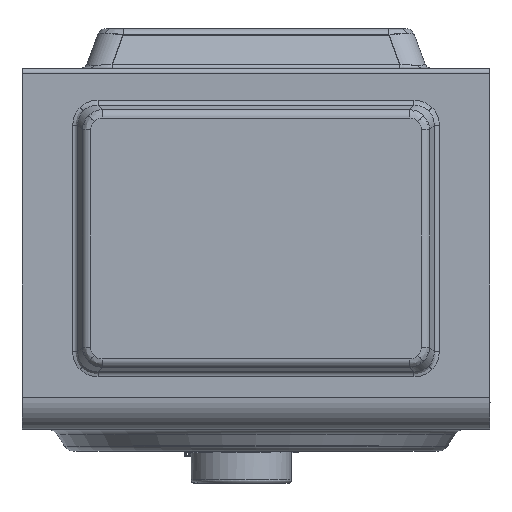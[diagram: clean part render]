
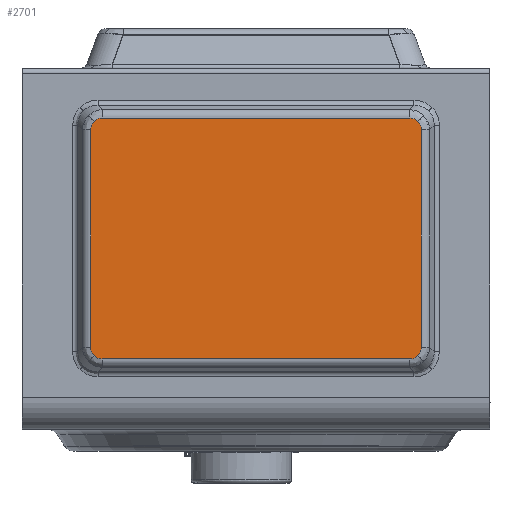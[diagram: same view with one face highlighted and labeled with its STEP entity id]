
A CAD part, left-side view. The second image highlights one B-rep face of the part: STEP entity #2701.
In plain terms, the highlighted planar face has unit normal (-1, 0, 0).
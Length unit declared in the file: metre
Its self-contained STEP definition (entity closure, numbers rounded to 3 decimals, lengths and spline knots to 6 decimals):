
#2701 = ADVANCED_FACE( 'NONE', ( #5395 ), #5396, .T. );
#5395 = FACE_OUTER_BOUND( '', #11443, .T. );
#5396 = PLANE( '', #11444 );
#11443 = EDGE_LOOP( '', ( #18221, #18222, #18223, #18224, #18225, #18226, #18227, #18228, #18229, #18230, #18231, #18232 ) );
#11444 = AXIS2_PLACEMENT_3D( '', #18233, #18234, #18235 );
#18221 = ORIENTED_EDGE( '', *, *, #20111, .T. );
#18222 = ORIENTED_EDGE( '', *, *, #19746, .T. );
#18223 = ORIENTED_EDGE( '', *, *, #20840, .T. );
#18224 = ORIENTED_EDGE( '', *, *, #20220, .T. );
#18225 = ORIENTED_EDGE( '', *, *, #20390, .T. );
#18226 = ORIENTED_EDGE( '', *, *, #20651, .T. );
#18227 = ORIENTED_EDGE( '', *, *, #20634, .T. );
#18228 = ORIENTED_EDGE( '', *, *, #20583, .T. );
#18229 = ORIENTED_EDGE( '', *, *, #21313, .T. );
#18230 = ORIENTED_EDGE( '', *, *, #19202, .T. );
#18231 = ORIENTED_EDGE( '', *, *, #20653, .T. );
#18232 = ORIENTED_EDGE( '', *, *, #19692, .T. );
#18233 = CARTESIAN_POINT( '', ( -0.900264, -0.258324, 0.240393 ) );
#18234 = DIRECTION( '', ( -1., 0., 0. ) );
#18235 = DIRECTION( '', ( 0., 0., 1. ) );
#19202 = EDGE_CURVE( 'NONE', #22243, #22248, #22250, .T. );
#19692 = EDGE_CURVE( 'NONE', #23065, #23069, #23071, .T. );
#19746 = EDGE_CURVE( 'NONE', #23160, #23158, #23161, .T. );
#20111 = EDGE_CURVE( 'NONE', #23069, #23160, #23719, .T. );
#20220 = EDGE_CURVE( 'NONE', #23872, #23870, #23873, .T. );
#20390 = EDGE_CURVE( 'NONE', #23870, #24112, #24114, .T. );
#20583 = EDGE_CURVE( 'NONE', #24383, #24381, #24384, .T. );
#20634 = EDGE_CURVE( 'NONE', #24455, #24383, #24456, .T. );
#20651 = EDGE_CURVE( 'NONE', #24112, #24455, #24476, .T. );
#20653 = EDGE_CURVE( 'NONE', #22248, #23065, #24478, .T. );
#20840 = EDGE_CURVE( 'NONE', #23158, #23872, #24712, .T. );
#21313 = EDGE_CURVE( 'NONE', #24381, #22243, #25276, .T. );
#22243 = VERTEX_POINT( 'NONE', #26769 );
#22248 = VERTEX_POINT( 'NONE', #26775 );
#22250 = LINE( '', #26777, #26778 );
#23065 = VERTEX_POINT( 'NONE', #28549 );
#23069 = VERTEX_POINT( 'NONE', #28575 );
#23071 = ELLIPSE( '', #28577, 0.007873, 0.007 );
#23158 = VERTEX_POINT( 'NONE', #28741 );
#23160 = VERTEX_POINT( 'NONE', #28743 );
#23161 = ELLIPSE( '', #28744, 0.007873, 0.007 );
#23719 = LINE( '', #29962, #29963 );
#23870 = VERTEX_POINT( 'NONE', #30259 );
#23872 = VERTEX_POINT( 'NONE', #30261 );
#23873 = LINE( '', #30262, #30263 );
#24112 = VERTEX_POINT( 'NONE', #30723 );
#24114 = ELLIPSE( '', #30725, 0.007873, 0.007 );
#24381 = VERTEX_POINT( 'NONE', #31346 );
#24383 = VERTEX_POINT( 'NONE', #31348 );
#24384 = ELLIPSE( '', #31349, 0.007873, 0.007 );
#24455 = VERTEX_POINT( 'NONE', #31477 );
#24456 = LINE( '', #31478, #31479 );
#24476 = ELLIPSE( '', #31529, 0.007873, 0.007 );
#24478 = ELLIPSE( '', #31531, 0.007873, 0.007 );
#24712 = ELLIPSE( '', #31940, 0.007873, 0.007 );
#25276 = ELLIPSE( '', #33080, 0.007873, 0.007 );
#26769 = CARTESIAN_POINT( '', ( -0.900264, -0.172771, 0.173262 ) );
#26775 = CARTESIAN_POINT( '', ( -0.900264, -0.343878, 0.173262 ) );
#26777 = CARTESIAN_POINT( '', ( -0.900264, -0.342681, 0.173262 ) );
#26778 = VECTOR( '', #34015, 1. );
#28549 = CARTESIAN_POINT( '', ( -0.900264, -0.348574, 0.175144 ) );
#28575 = CARTESIAN_POINT( '', ( -0.900264, -0.350456, 0.179839 ) );
#28577 = AXIS2_PLACEMENT_3D( '', #34611, #34612, #34613 );
#28741 = CARTESIAN_POINT( '', ( -0.900264, -0.348574, 0.305642 ) );
#28743 = CARTESIAN_POINT( '', ( -0.900264, -0.350456, 0.300946 ) );
#28744 = AXIS2_PLACEMENT_3D( '', #34685, #34686, #34687 );
#29962 = CARTESIAN_POINT( '', ( -0.900264, -0.350456, 0.299749 ) );
#29963 = VECTOR( '', #35158, 1. );
#30259 = CARTESIAN_POINT( '', ( -0.900264, -0.172771, 0.307524 ) );
#30261 = CARTESIAN_POINT( '', ( -0.900264, -0.343878, 0.307524 ) );
#30262 = CARTESIAN_POINT( '', ( -0.900264, -0.173968, 0.307524 ) );
#30263 = VECTOR( '', #35288, 1. );
#30723 = CARTESIAN_POINT( '', ( -0.900264, -0.168075, 0.305642 ) );
#30725 = AXIS2_PLACEMENT_3D( '', #35511, #35512, #35513 );
#31346 = CARTESIAN_POINT( '', ( -0.900264, -0.168075, 0.175144 ) );
#31348 = CARTESIAN_POINT( '', ( -0.900264, -0.166193, 0.179839 ) );
#31349 = AXIS2_PLACEMENT_3D( '', #35761, #35762, #35763 );
#31477 = CARTESIAN_POINT( '', ( -0.900264, -0.166193, 0.300946 ) );
#31478 = CARTESIAN_POINT( '', ( -0.900264, -0.166193, 0.181037 ) );
#31479 = VECTOR( '', #35821, 1. );
#31529 = AXIS2_PLACEMENT_3D( '', #35833, #35834, #35835 );
#31531 = AXIS2_PLACEMENT_3D( '', #35836, #35837, #35838 );
#31940 = AXIS2_PLACEMENT_3D( '', #36046, #36047, #36048 );
#33080 = AXIS2_PLACEMENT_3D( '', #36535, #36536, #36537 );
#34015 = DIRECTION( '', ( 0., -1., 0. ) );
#34611 = CARTESIAN_POINT( '', ( -0.900264, -0.343007, 0.180711 ) );
#34612 = DIRECTION( '', ( -1., 0., 0. ) );
#34613 = DIRECTION( '', ( 0., -0.707, -0.707 ) );
#34685 = CARTESIAN_POINT( '', ( -0.900264, -0.343007, 0.300075 ) );
#34686 = DIRECTION( '', ( -1., 0., 0. ) );
#34687 = DIRECTION( '', ( 0., -0.707, 0.707 ) );
#35158 = DIRECTION( '', ( 0., 0., 1. ) );
#35288 = DIRECTION( '', ( 0., 1., 0. ) );
#35511 = CARTESIAN_POINT( '', ( -0.900264, -0.173642, 0.300075 ) );
#35512 = DIRECTION( '', ( -1., 0., 0. ) );
#35513 = DIRECTION( '', ( 0., 0.707, 0.707 ) );
#35761 = CARTESIAN_POINT( '', ( -0.900264, -0.173642, 0.180711 ) );
#35762 = DIRECTION( '', ( -1., 0., 0. ) );
#35763 = DIRECTION( '', ( 0., -0.707, 0.707 ) );
#35821 = DIRECTION( '', ( 0., 0., -1. ) );
#35833 = CARTESIAN_POINT( '', ( -0.900264, -0.173642, 0.300075 ) );
#35834 = DIRECTION( '', ( -1., 0., 0. ) );
#35835 = DIRECTION( '', ( 0., -0.707, -0.707 ) );
#35836 = CARTESIAN_POINT( '', ( -0.900264, -0.343007, 0.180711 ) );
#35837 = DIRECTION( '', ( -1., 0., 0. ) );
#35838 = DIRECTION( '', ( 0., 0.707, 0.707 ) );
#36046 = CARTESIAN_POINT( '', ( -0.900264, -0.343007, 0.300075 ) );
#36047 = DIRECTION( '', ( -1., 0., 0. ) );
#36048 = DIRECTION( '', ( 0., -0.707, 0.707 ) );
#36535 = CARTESIAN_POINT( '', ( -0.900264, -0.173642, 0.180711 ) );
#36536 = DIRECTION( '', ( -1., 0., 0. ) );
#36537 = DIRECTION( '', ( 0., -0.707, 0.707 ) );
